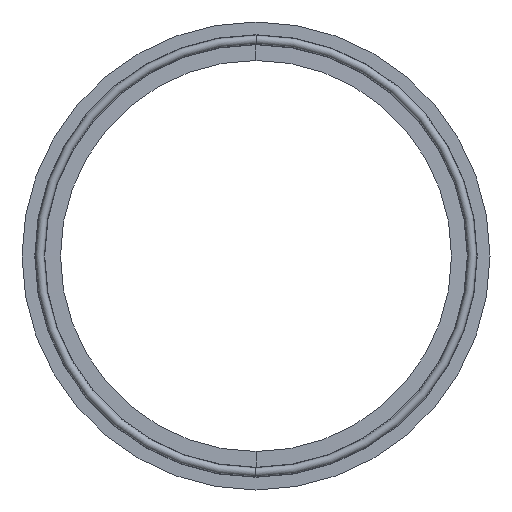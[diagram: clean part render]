
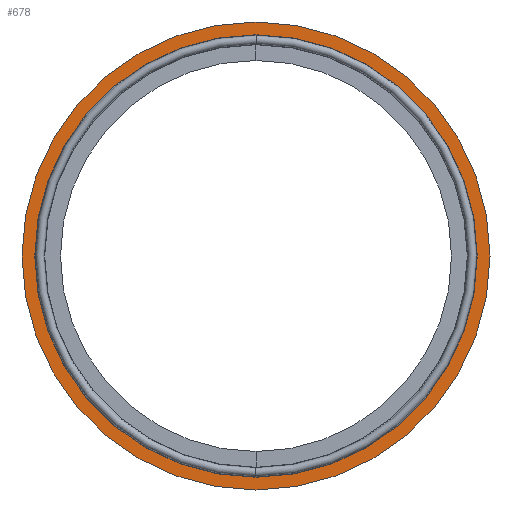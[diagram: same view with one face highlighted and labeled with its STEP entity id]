
A CAD part, left-side view. The second image highlights one B-rep face of the part: STEP entity #678.
In plain terms, the highlighted planar face has unit normal (-1, 0, 0).
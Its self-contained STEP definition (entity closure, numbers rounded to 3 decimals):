
#16 = ORIENTED_EDGE ( 'NONE', *, *, #461, .T. ) ;
#34 = DIRECTION ( 'NONE',  ( -1., 0., 0. ) ) ;
#62 = AXIS2_PLACEMENT_3D ( 'NONE', #854, #34, #770 ) ;
#71 = DIRECTION ( 'NONE',  ( 1., 0., 0. ) ) ;
#104 = DIRECTION ( 'NONE',  ( 1., 0., 0. ) ) ;
#106 = AXIS2_PLACEMENT_3D ( 'NONE', #777, #659, #513 ) ;
#173 = CARTESIAN_POINT ( 'NONE',  ( -0.9, 0., 0. ) ) ;
#209 = DIRECTION ( 'NONE',  ( 0., 0., -1. ) ) ;
#243 = DIRECTION ( 'NONE',  ( 1., 0., 0. ) ) ;
#364 = PLANE ( 'NONE',  #718 ) ;
#405 = ORIENTED_EDGE ( 'NONE', *, *, #692, .T. ) ;
#409 = CARTESIAN_POINT ( 'NONE',  ( -0.9, 0., -66. ) ) ;
#410 = ORIENTED_EDGE ( 'NONE', *, *, #765, .T. ) ;
#411 = VERTEX_POINT ( 'NONE', #409 ) ;
#422 = VERTEX_POINT ( 'NONE', #682 ) ;
#427 = FACE_OUTER_BOUND ( 'NONE', #603, .T. ) ;
#452 = CIRCLE ( 'NONE', #106, 66. ) ;
#461 = EDGE_CURVE ( 'NONE', #554, #422, #595, .T. ) ;
#462 = EDGE_LOOP ( 'NONE', ( #410, #16 ) ) ;
#504 = VERTEX_POINT ( 'NONE', #616 ) ;
#513 = DIRECTION ( 'NONE',  ( 0., 0., 1. ) ) ;
#554 = VERTEX_POINT ( 'NONE', #821 ) ;
#568 = FACE_BOUND ( 'NONE', #462, .T. ) ;
#586 = DIRECTION ( 'NONE',  ( 0., 0., -1. ) ) ;
#595 = CIRCLE ( 'NONE', #717, 62.4 ) ;
#603 = EDGE_LOOP ( 'NONE', ( #405, #841 ) ) ;
#616 = CARTESIAN_POINT ( 'NONE',  ( -0.9, 0., 66. ) ) ;
#656 = DIRECTION ( 'NONE',  ( 0., 0., -1. ) ) ;
#659 = DIRECTION ( 'NONE',  ( -1., 0., 0. ) ) ;
#663 = CARTESIAN_POINT ( 'NONE',  ( -0.9, 62.2, 0. ) ) ;
#678 = ADVANCED_FACE ( 'NONE', ( #568, #427 ), #364, .F. ) ;
#682 = CARTESIAN_POINT ( 'NONE',  ( -0.9, 0., -62.4 ) ) ;
#692 = EDGE_CURVE ( 'NONE', #504, #411, #452, .T. ) ;
#694 = EDGE_CURVE ( 'NONE', #411, #504, #894, .T. ) ;
#717 = AXIS2_PLACEMENT_3D ( 'NONE', #818, #71, #209 ) ;
#718 = AXIS2_PLACEMENT_3D ( 'NONE', #663, #243, #656 ) ;
#757 = CIRCLE ( 'NONE', #846, 62.4 ) ;
#765 = EDGE_CURVE ( 'NONE', #422, #554, #757, .T. ) ;
#770 = DIRECTION ( 'NONE',  ( 0., 0., 1. ) ) ;
#777 = CARTESIAN_POINT ( 'NONE',  ( -0.9, 0., 0. ) ) ;
#818 = CARTESIAN_POINT ( 'NONE',  ( -0.9, 0., 0. ) ) ;
#821 = CARTESIAN_POINT ( 'NONE',  ( -0.9, 0., 62.4 ) ) ;
#841 = ORIENTED_EDGE ( 'NONE', *, *, #694, .T. ) ;
#846 = AXIS2_PLACEMENT_3D ( 'NONE', #173, #104, #586 ) ;
#854 = CARTESIAN_POINT ( 'NONE',  ( -0.9, 0., 0. ) ) ;
#894 = CIRCLE ( 'NONE', #62, 66. ) ;
